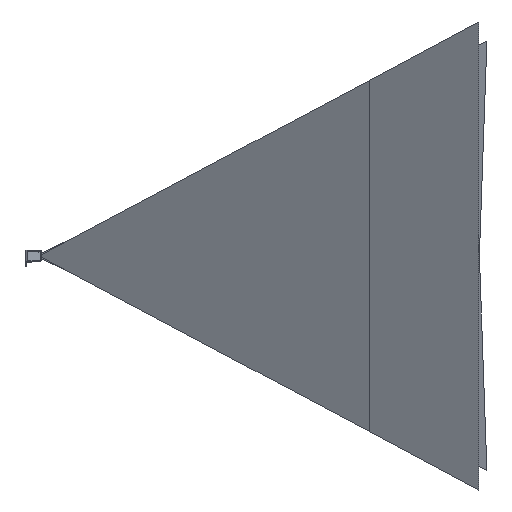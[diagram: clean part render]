
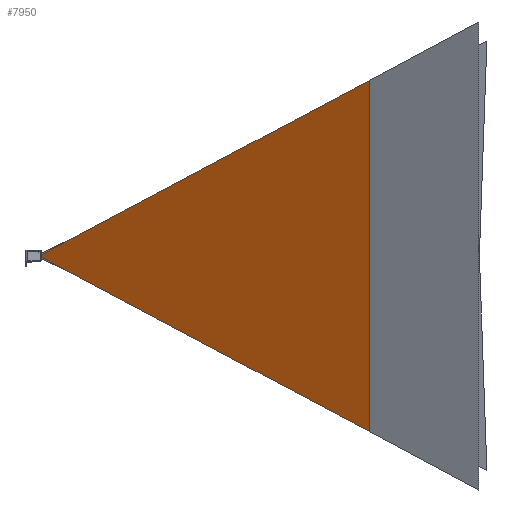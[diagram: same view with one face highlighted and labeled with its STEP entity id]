
A CAD part, left-side view. The second image highlights one B-rep face of the part: STEP entity #7950.
In plain terms, the highlighted planar face has unit normal (-0.815, 0.579, 0).
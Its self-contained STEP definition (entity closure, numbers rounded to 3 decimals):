
#1028 = VERTEX_POINT ( 'NONE', #41588 ) ;
#1929 = CARTESIAN_POINT ( 'NONE',  ( -5055.237, 842.708, 4085.144 ) ) ;
#2107 = CARTESIAN_POINT ( 'NONE',  ( -2923.657, 3843.715, 5684.144 ) ) ;
#2242 = CARTESIAN_POINT ( 'NONE',  ( -5055.237, 842.708, 7283.144 ) ) ;
#7950 = ADVANCED_FACE ( 'NONE', ( #17095 ), #144737, .F. ) ;
#8119 = VECTOR ( 'NONE', #104695, 1000. ) ;
#14195 = DIRECTION ( 'NONE',  ( -0.579, -0.815, 0. ) ) ;
#17095 = FACE_OUTER_BOUND ( 'NONE', #156703, .T. ) ;
#23566 = CARTESIAN_POINT ( 'NONE',  ( -2924.372, 3842.708, 5684.677 ) ) ;
#26864 = DIRECTION ( 'NONE',  ( 0.815, -0.579, 0. ) ) ;
#32571 = CARTESIAN_POINT ( 'NONE',  ( -5055.237, 842.708, 7283.144 ) ) ;
#41056 = AXIS2_PLACEMENT_3D ( 'NONE', #2107, #26864, #14195 ) ;
#41588 = CARTESIAN_POINT ( 'NONE',  ( -5055.237, 842.708, 4085.144 ) ) ;
#45237 = ORIENTED_EDGE ( 'NONE', *, *, #79733, .T. ) ;
#48472 = EDGE_CURVE ( 'NONE', #92807, #125387, #55718, .T. ) ;
#55179 = EDGE_CURVE ( 'NONE', #1028, #138883, #58361, .T. ) ;
#55718 = LINE ( 'NONE', #32571, #164700 ) ;
#58361 = LINE ( 'NONE', #1929, #163302 ) ;
#62121 = CARTESIAN_POINT ( 'NONE',  ( -2924.372, 3842.708, 5685.744 ) ) ;
#71213 = CARTESIAN_POINT ( 'NONE',  ( -2924.372, 3842.708, 5685.744 ) ) ;
#72038 = LINE ( 'NONE', #91537, #8119 ) ;
#73619 = ORIENTED_EDGE ( 'NONE', *, *, #126295, .F. ) ;
#79733 = EDGE_CURVE ( 'NONE', #1028, #92807, #72038, .T. ) ;
#86024 = DIRECTION ( 'NONE',  ( 0.531, 0.748, -0.398 ) ) ;
#91537 = CARTESIAN_POINT ( 'NONE',  ( -5055.237, 842.708, 7283.144 ) ) ;
#92807 = VERTEX_POINT ( 'NONE', #2242 ) ;
#100726 = ORIENTED_EDGE ( 'NONE', *, *, #48472, .T. ) ;
#104695 = DIRECTION ( 'NONE',  ( 0., 0., 1. ) ) ;
#106372 = CARTESIAN_POINT ( 'NONE',  ( -2924.372, 3842.708, 5682.544 ) ) ;
#114401 = CARTESIAN_POINT ( 'NONE',  ( -2924.372, 3842.708, 5682.544 ) ) ;
#125387 = VERTEX_POINT ( 'NONE', #71213 ) ;
#126295 = EDGE_CURVE ( 'NONE', #138883, #125387, #157634, .T. ) ;
#138883 = VERTEX_POINT ( 'NONE', #106372 ) ;
#143192 = ORIENTED_EDGE ( 'NONE', *, *, #55179, .F. ) ;
#144737 = PLANE ( 'NONE',  #41056 ) ;
#154677 = CARTESIAN_POINT ( 'NONE',  ( -2924.372, 3842.708, 5683.611 ) ) ;
#156703 = EDGE_LOOP ( 'NONE', ( #100726, #73619, #143192, #45237 ) ) ;
#157634 = B_SPLINE_CURVE_WITH_KNOTS ( 'NONE', 3,
 ( #114401, #154677, #23566, #62121 ),
 .UNSPECIFIED., .F., .F.,
 ( 4, 4 ),
 ( 0., 1. ),
 .UNSPECIFIED. ) ;
#160106 = DIRECTION ( 'NONE',  ( 0.531, 0.748, 0.398 ) ) ;
#163302 = VECTOR ( 'NONE', #160106, 1000. ) ;
#164700 = VECTOR ( 'NONE', #86024, 1000. ) ;
